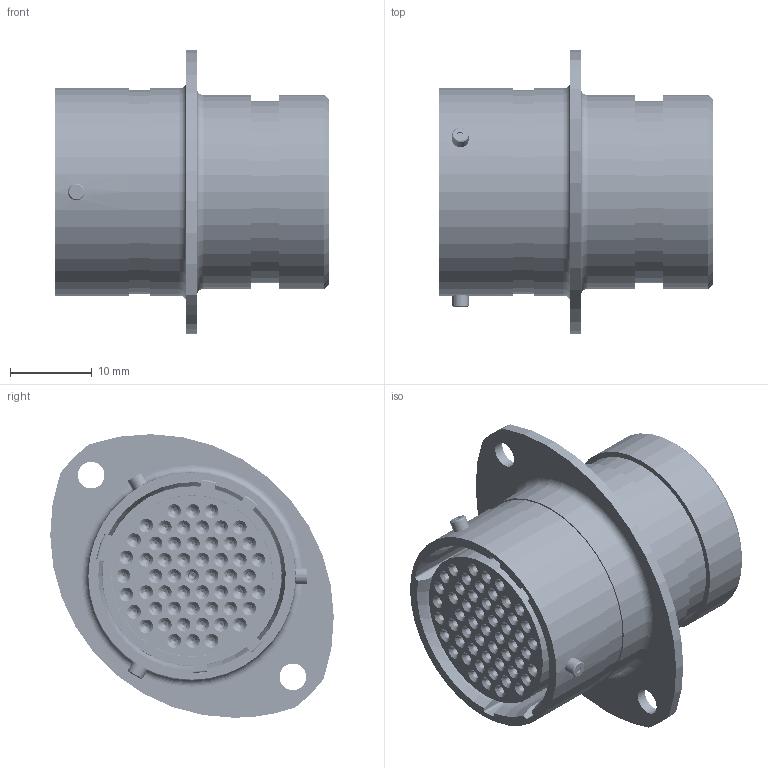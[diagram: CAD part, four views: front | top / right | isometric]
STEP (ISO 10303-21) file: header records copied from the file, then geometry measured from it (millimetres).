
FILE_DESCRIPTION (( 'STEP AP214' ), '1' );
FILE_NAME ('AS016-35SD.STEP', '2019-09-11T11:24:55', ( 'TE Connectivity' ), ( 'TE Connectivity' ), 'SwSTEP 2.0', 'SolidWorks 2016', '' );
FILE_SCHEMA (( 'AUTOMOTIVE_DESIGN' ));
Length unit declared in the file: millimetre
Products named in the file (1): AS016-35SD
Bounding box: 33.31 x 34.6 x 34.6 mm (x, y, z)
Volume: 12575.4 mm3; surface area: 25877.1 mm2
Topology: 119 solids, 119 shells, 5550 faces, 12157 edges, 6857 vertices
Faces by surface type: torus 2002, cone 1450, cylinder 1315, plane 767, sphere 16
Entity records: 215476 total; most frequent: DIRECTION 30640, CARTESIAN_POINT 27017, ORIENTED_EDGE 24062, AXIS2_PLACEMENT_3D 13540, EDGE_CURVE 12031, CIRCLE 7991, VERTEX_POINT 6851, EDGE_LOOP 6024
